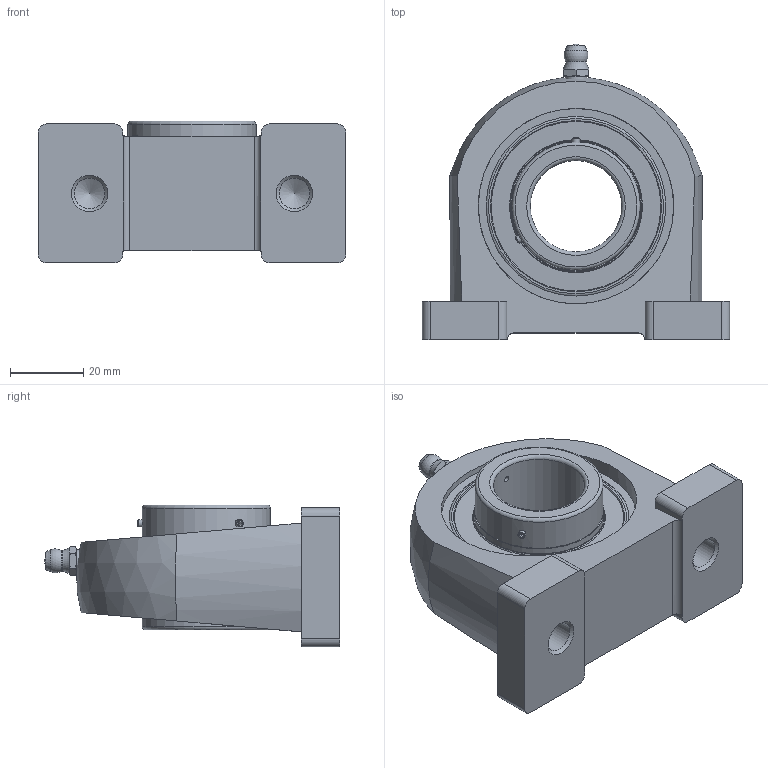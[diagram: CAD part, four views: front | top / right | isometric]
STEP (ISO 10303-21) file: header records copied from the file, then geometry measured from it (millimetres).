
FILE_DESCRIPTION( ( 'STEP AP203' ), '1' );
FILE_NAME( 'ASKUBAL UCPA 205.stp', '2019-08-08T06:41:12', ( '' ), ( '' ), ' ', 'PARTsolutions', ' ' );
FILE_SCHEMA( ( 'CONFIG_CONTROL_DESIGN' ) );
Length unit declared in the file: millimetre
Products named in the file (4): ASKUBAL UCPA 205; _503702-b; _503702-n; _503702-ir
Assembly tree (3 placements, depth 2):
  ASKUBAL UCPA 205
    _503702-b
    _503702-n
    _503702-ir
Bounding box: 84 x 80.8 x 38.8 mm (x, y, z)
Volume: 98321.2 mm3; surface area: 28892.6 mm2
Topology: 3 solids, 3 shells, 119 faces, 275 edges, 178 vertices
Faces by surface type: plane 63, cylinder 27, cone 16, torus 8, sphere 5
Full cylindrical faces by diameter (mm): 1.567 x2, 2 x2, 4.917 x1, 6 x1, 8.376 x2, 25 x1, 35 x2, 35.5 x2, 53.42 x2
Entity records: 3551 total; most frequent: CARTESIAN_POINT 876, DIRECTION 542, ORIENTED_EDGE 444, EDGE_CURVE 222, AXIS2_PLACEMENT_3D 217, EDGE_LOOP 184, VERTEX_POINT 171, FACE_OUTER_BOUND 145
